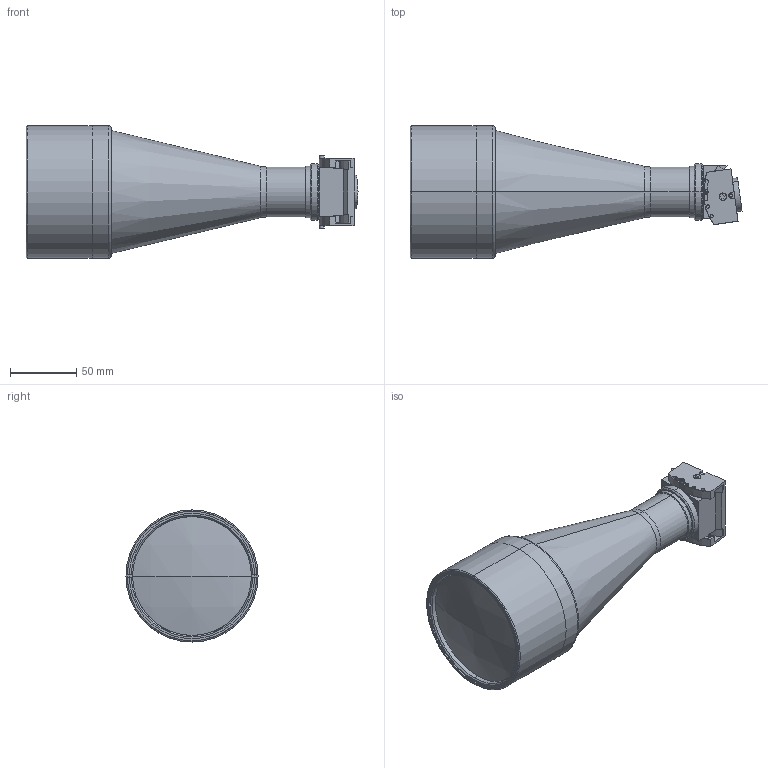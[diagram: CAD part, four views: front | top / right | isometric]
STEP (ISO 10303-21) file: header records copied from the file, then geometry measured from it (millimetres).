
FILE_DESCRIPTION (( 'STEP AP214' ), '1' );
FILE_NAME ('TCSM064.STEP', '2015-10-08T10:46:51', ( '' ), ( '' ), 'SwSTEP 2.0', 'SolidWorks 2013', '' );
FILE_SCHEMA (( 'AUTOMOTIVE_DESIGN' ));
Length unit declared in the file: millimetre
Products named in the file (1): TCSM064
Bounding box: 251.36 x 100 x 100 mm (x, y, z)
Surface area: 85314.1 mm2 (no closed solid volume)
Topology: 0 solids, 20 shells, 250 faces, 921 edges, 684 vertices
Faces by surface type: cylinder 109, plane 104, cone 21, torus 12, sphere 2, bspline 2
Entity records: 13201 total; most frequent: CARTESIAN_POINT 2402, DIRECTION 1795, ORIENTED_EDGE 1447, EDGE_CURVE 921, VERTEX_POINT 684, AXIS2_PLACEMENT_3D 680, LINE 435, VECTOR 435
